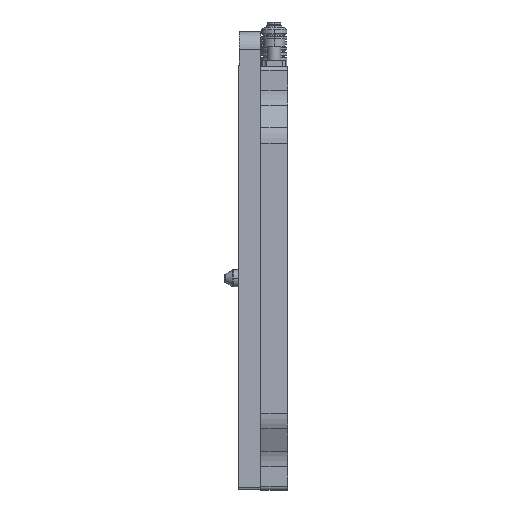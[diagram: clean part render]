
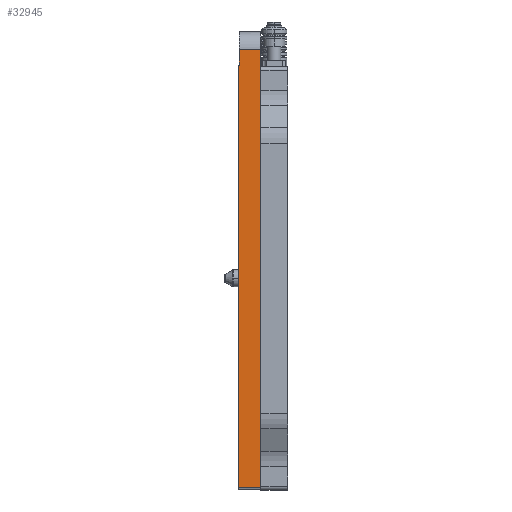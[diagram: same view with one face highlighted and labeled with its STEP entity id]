
A CAD part, left-side view. The second image highlights one B-rep face of the part: STEP entity #32945.
In plain terms, the highlighted planar face has unit normal (-1, 0, 0).
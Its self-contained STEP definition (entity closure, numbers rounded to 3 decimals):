
#1942 = EDGE_CURVE ( 'NONE', #24038, #38913, #4834, .T. ) ;
#3509 = CARTESIAN_POINT ( 'NONE',  ( -5.905, -0.022, 6.244 ) ) ;
#4639 = CARTESIAN_POINT ( 'NONE',  ( -5.905, -0.022, 5.954 ) ) ;
#4834 = LINE ( 'NONE', #62967, #19368 ) ;
#6358 = CARTESIAN_POINT ( 'NONE',  ( -5.905, -0.625, 6.389 ) ) ;
#8089 = EDGE_CURVE ( 'NONE', #10022, #55724, #46123, .T. ) ;
#10022 = VERTEX_POINT ( 'NONE', #4639 ) ;
#12427 = VECTOR ( 'NONE', #67489, 39.37 ) ;
#12658 = DIRECTION ( 'NONE',  ( 1., 0., 0. ) ) ;
#13564 = LINE ( 'NONE', #47509, #55575 ) ;
#14726 = CARTESIAN_POINT ( 'NONE',  ( -5.905, -0.022, 6.389 ) ) ;
#16079 = ORIENTED_EDGE ( 'NONE', *, *, #63555, .F. ) ;
#17903 = CARTESIAN_POINT ( 'NONE',  ( -5.905, -0.625, -5.845 ) ) ;
#18270 = ORIENTED_EDGE ( 'NONE', *, *, #42916, .T. ) ;
#19368 = VECTOR ( 'NONE', #30099, 39.37 ) ;
#21070 = EDGE_CURVE ( 'NONE', #27260, #55724, #42801, .T. ) ;
#21467 = AXIS2_PLACEMENT_3D ( 'NONE', #17903, #12658, #50984 ) ;
#22903 = ORIENTED_EDGE ( 'NONE', *, *, #57583, .T. ) ;
#23498 = CARTESIAN_POINT ( 'NONE',  ( -5.905, -0.625, 0.492 ) ) ;
#24038 = VERTEX_POINT ( 'NONE', #61936 ) ;
#25179 = ORIENTED_EDGE ( 'NONE', *, *, #1942, .T. ) ;
#25958 = ORIENTED_EDGE ( 'NONE', *, *, #21070, .T. ) ;
#26202 = FACE_OUTER_BOUND ( 'NONE', #65985, .T. ) ;
#26512 = CARTESIAN_POINT ( 'NONE',  ( -5.905, -0.022, 6.389 ) ) ;
#27260 = VERTEX_POINT ( 'NONE', #6358 ) ;
#28254 = VECTOR ( 'NONE', #63180, 39.37 ) ;
#30099 = DIRECTION ( 'NONE',  ( 0., -1., 0. ) ) ;
#31367 = ORIENTED_EDGE ( 'NONE', *, *, #8089, .F. ) ;
#32945 = ADVANCED_FACE ( 'NONE', ( #26202 ), #61812, .F. ) ;
#34591 = CARTESIAN_POINT ( 'NONE',  ( -5.905, -0.011, 5.954 ) ) ;
#34603 = DIRECTION ( 'NONE',  ( 0., 0., 1. ) ) ;
#35607 = CARTESIAN_POINT ( 'NONE',  ( -5.905, -0.323, 6.389 ) ) ;
#37901 = LINE ( 'NONE', #23498, #39603 ) ;
#38913 = VERTEX_POINT ( 'NONE', #65231 ) ;
#39603 = VECTOR ( 'NONE', #34603, 39.37 ) ;
#42801 = LINE ( 'NONE', #35607, #28254 ) ;
#42916 = EDGE_CURVE ( 'NONE', #38913, #27260, #37901, .T. ) ;
#46123 = B_SPLINE_CURVE_WITH_KNOTS ( 'NONE', 3,
 ( #47577, #58345, #3509, #14726 ),
 .UNSPECIFIED., .F., .F.,
 ( 4, 4 ),
 ( 0., 1. ),
 .UNSPECIFIED. ) ;
#47509 = CARTESIAN_POINT ( 'NONE',  ( -5.905, 0., 0.272 ) ) ;
#47577 = CARTESIAN_POINT ( 'NONE',  ( -5.905, -0.022, 5.954 ) ) ;
#50984 = DIRECTION ( 'NONE',  ( 0., 1., 0. ) ) ;
#51088 = CARTESIAN_POINT ( 'NONE',  ( -5.905, 0., 5.954 ) ) ;
#52989 = DIRECTION ( 'NONE',  ( 0., 0., 1. ) ) ;
#54421 = LINE ( 'NONE', #34591, #12427 ) ;
#55575 = VECTOR ( 'NONE', #52989, 39.37 ) ;
#55724 = VERTEX_POINT ( 'NONE', #26512 ) ;
#57583 = EDGE_CURVE ( 'NONE', #10022, #67115, #54421, .T. ) ;
#58345 = CARTESIAN_POINT ( 'NONE',  ( -5.905, -0.022, 6.099 ) ) ;
#61812 = PLANE ( 'NONE',  #21467 ) ;
#61936 = CARTESIAN_POINT ( 'NONE',  ( -5.905, 0., -5.845 ) ) ;
#62967 = CARTESIAN_POINT ( 'NONE',  ( -5.905, -0.313, -5.845 ) ) ;
#63180 = DIRECTION ( 'NONE',  ( 0., 1., 0. ) ) ;
#63555 = EDGE_CURVE ( 'NONE', #24038, #67115, #13564, .T. ) ;
#65231 = CARTESIAN_POINT ( 'NONE',  ( -5.905, -0.625, -5.845 ) ) ;
#65985 = EDGE_LOOP ( 'NONE', ( #22903, #16079, #25179, #18270, #25958, #31367 ) ) ;
#67115 = VERTEX_POINT ( 'NONE', #51088 ) ;
#67489 = DIRECTION ( 'NONE',  ( 0., 1., 0. ) ) ;
